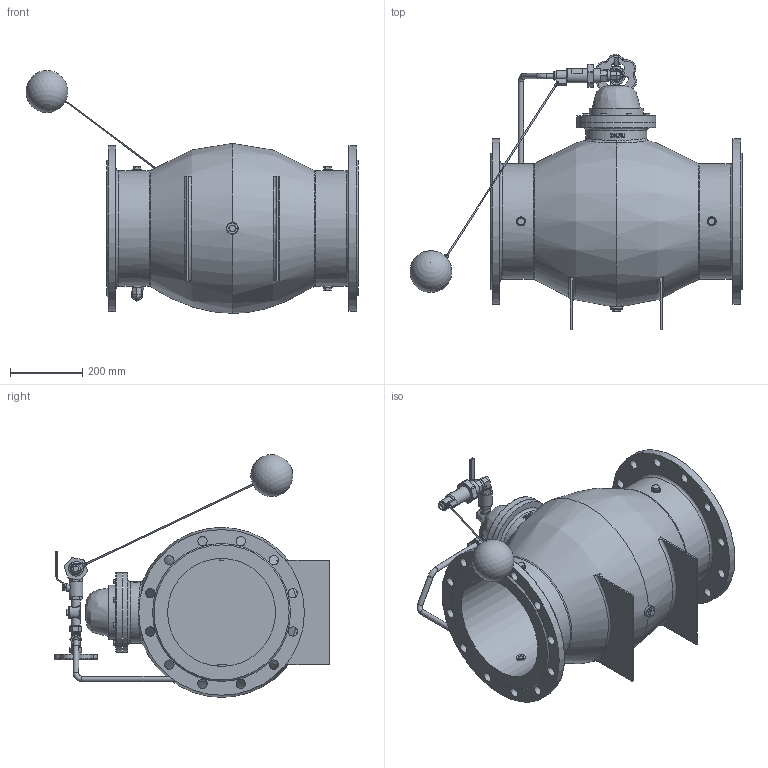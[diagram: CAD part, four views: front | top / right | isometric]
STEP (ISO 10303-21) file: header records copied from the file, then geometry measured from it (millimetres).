
FILE_DESCRIPTION(/* description */ (''),/* implementation_level */ '2;1');
FILE_NAME(/* name */ 'DN300_3D_STEP.stp',/* time_stamp */ '2024-12-23T07:24:04+03:00',/* author */ ('igorr'),/* organization */ (''),/* preprocessor_version */ 'ST-DEVELOPER v20',/* originating_system */ 'Autodesk Inventor 2025',/* authorisation */ '');
FILE_SCHEMA (('AUTOMOTIVE_DESIGN { 1 0 10303 214 3 1 1 }'));
Length unit declared in the file: inch
Products named in the file (12): Сборка; Деталь1; AS 1110 - M10 x 25; Деталь6; Parker, концы труб внутренний-
внутренний XV500P XV500P-12; Деталь2; Parker, входящее колено 
169C-269C 169C-12-12; Parker A-Lok - дробная трубная 
3/4; Деталь3; AS 1110 - M8 x 12; AS 1110 - M12 x 20; Деталь4
Assembly tree (22 placements, depth 2):
  Сборка
    Деталь1
    AS 1110 - M10 x 25
    Деталь6
    Parker, концы труб внутренний-
внутренний XV500P XV500P-12
    Parker, входящее колено 
169C-269C 169C-12-12  x2
    Деталь2
    Parker A-Lok - дробная трубная 
3/4
    Деталь3
    AS 1110 - M8 x 12  x8
    AS 1110 - M12 x 20  x4
    Деталь4
Bounding box: 921.85 x 764.3 x 674.26 mm (x, y, z)
Volume: 60950851.1 mm3; surface area: 2349871.9 mm2
Topology: 22 solids, 22 shells, 964 faces, 2228 edges, 1383 vertices
Faces by surface type: plane 529, cylinder 200, cone 153, bspline 42, torus 35, sphere 5
Full cylindrical faces by diameter (mm): 4 x3, 8 x9, 9 x10, 9.22 x1, 10 x1, 12 x5, 13 x13, 14.275 x4, 15 x3, 15.875 x2, 16 x2, 17.399 x1, 18 x4, 19.05 x3, 21.514 x1, 21.749 x2, 23.673 x3, 24 x1, 25 x6, 25.219 x2, 25.364 x3, 25.4 x2, 26 x24, 28.067 x3, 32.233 x1, 38.495 x1, 40 x2, 47.768 x1, 64.636 x1, 150.546 x1
Entity records: 23038 total; most frequent: CARTESIAN_POINT 6792, DIRECTION 3233, ORIENTED_EDGE 3156, EDGE_CURVE 1578, AXIS2_PLACEMENT_3D 1246, VERTEX_POINT 1005, EDGE_LOOP 807, LINE 741
